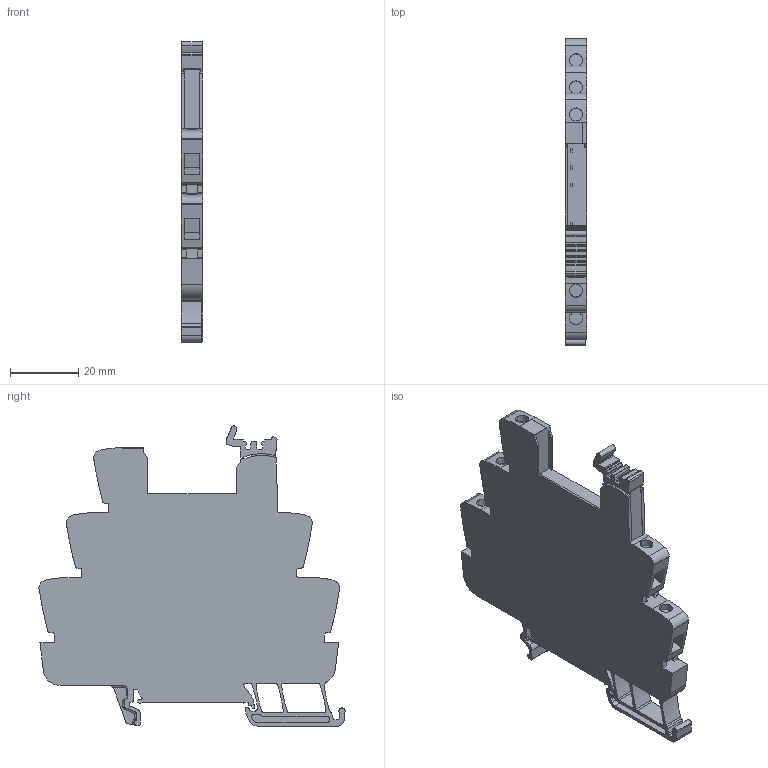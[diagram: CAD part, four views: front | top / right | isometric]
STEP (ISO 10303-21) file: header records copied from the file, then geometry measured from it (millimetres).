
FILE_DESCRIPTION(('CATIA V5R24 STEP','CAx-IF Rec.Pracs.--- Model Styling and Organization---1.2---2011-12-15'),'2;1');
FILE_NAME ('6229399_5_1123310000_S3D_TRS_XXX_AC_RC_1CO_EMPTY.stp','2017-08-15T06:53:55+00:00',('none'),('Weidmueller'),'CATIA Version 5-6 Release 2014 SP4','CATIA V5 STEP AP214','none');
FILE_SCHEMA(('AUTOMOTIVE_DESIGN { 1 0 10303 214 1 1 1 1 }'));
Length unit declared in the file: millimetre
Products named in the file (1): 1123310000
Bounding box: 6.4 x 89.55 x 87.83 mm (x, y, z)
Volume: 29327 mm3; surface area: 15950.6 mm2
Topology: 3 solids, 3 shells, 446 faces, 1430 edges, 995 vertices
Faces by surface type: plane 232, cylinder 192, torus 10, sphere 8, bspline 2, extrusion 2
Entity records: 16012 total; most frequent: CARTESIAN_POINT 3281, ORIENTED_EDGE 2840, DIRECTION 2086, EDGE_CURVE 1420, VERTEX_POINT 995, VECTOR 938, LINE 936, AXIS2_PLACEMENT_3D 788
